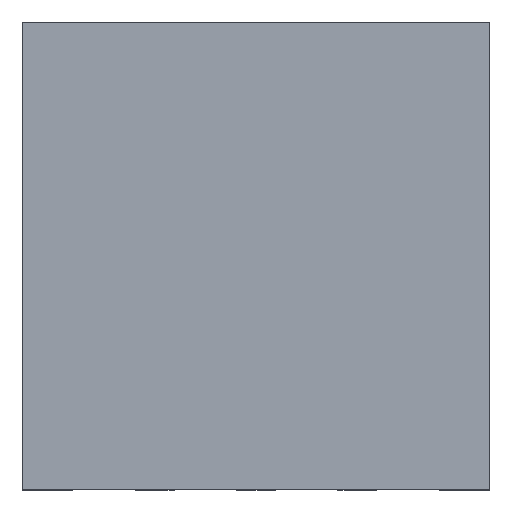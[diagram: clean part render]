
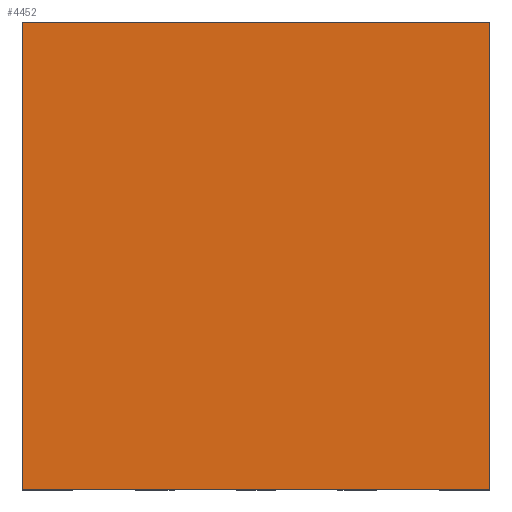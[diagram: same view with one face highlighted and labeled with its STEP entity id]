
A CAD part, top view. The second image highlights one B-rep face of the part: STEP entity #4452.
In plain terms, the highlighted planar face has unit normal (0, 0, 1).
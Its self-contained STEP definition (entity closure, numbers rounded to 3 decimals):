
#770=ORIENTED_EDGE('',*,*,#1741,.T.);
#771=ORIENTED_EDGE('',*,*,#1725,.T.);
#772=ORIENTED_EDGE('',*,*,#1742,.T.);
#773=ORIENTED_EDGE('',*,*,#1729,.T.);
#1725=EDGE_CURVE('',#2276,#2275,#2779,.T.);
#1729=EDGE_CURVE('',#2280,#2279,#2783,.T.);
#1741=EDGE_CURVE('',#2279,#2276,#2795,.T.);
#1742=EDGE_CURVE('',#2275,#2280,#2796,.T.);
#2275=VERTEX_POINT('',#7493);
#2276=VERTEX_POINT('',#7495);
#2279=VERTEX_POINT('',#7502);
#2280=VERTEX_POINT('',#7504);
#2779=LINE('',#7494,#3377);
#2783=LINE('',#7503,#3381);
#2795=LINE('',#7518,#3393);
#2796=LINE('',#7520,#3394);
#3377=VECTOR('',#6253,1000.);
#3381=VECTOR('',#6259,1000.);
#3393=VECTOR('',#6275,1000.);
#3394=VECTOR('',#6278,1000.);
#3801=EDGE_LOOP('',(#770,#771,#772,#773));
#4039=FACE_BOUND('',#3801,.T.);
#4247=PLANE('',#5574);
#4452=ADVANCED_FACE('',(#4039),#4247,.T.);
#5574=AXIS2_PLACEMENT_3D('',#7521,#6279,#6280);
#6253=DIRECTION('',(0.,-1.,0.));
#6259=DIRECTION('',(0.,1.,0.));
#6275=DIRECTION('',(-1.,0.,0.));
#6278=DIRECTION('',(1.,0.,0.));
#6279=DIRECTION('',(0.,0.,1.));
#6280=DIRECTION('',(1.,0.,0.));
#7493=CARTESIAN_POINT('',(-1.5,-1.5,0.8));
#7494=CARTESIAN_POINT('',(-1.5,1.5,0.8));
#7495=CARTESIAN_POINT('',(-1.5,1.5,0.8));
#7502=CARTESIAN_POINT('',(1.5,1.5,0.8));
#7503=CARTESIAN_POINT('',(1.5,-1.5,0.8));
#7504=CARTESIAN_POINT('',(1.5,-1.5,0.8));
#7518=CARTESIAN_POINT('',(1.5,1.5,0.8));
#7520=CARTESIAN_POINT('',(-1.5,-1.5,0.8));
#7521=CARTESIAN_POINT('',(0.,0.,0.8));
